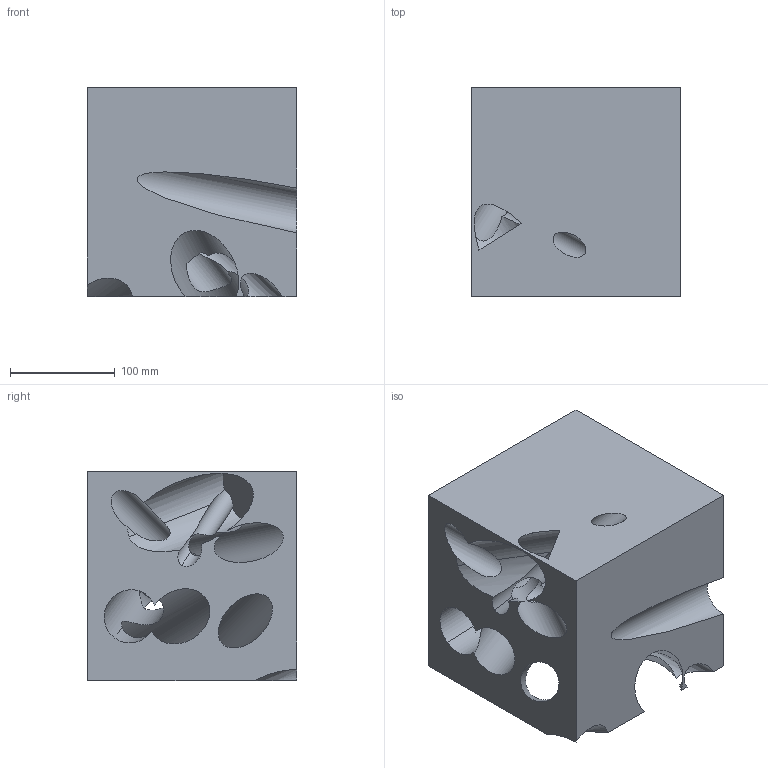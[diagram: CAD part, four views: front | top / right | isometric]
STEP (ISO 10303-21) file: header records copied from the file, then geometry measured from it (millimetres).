
FILE_DESCRIPTION(('Open CASCADE Model'),'2;1');
FILE_NAME('Open CASCADE Shape Model','2024-11-28T16:52:10',('Author'),( 'Open CASCADE'),'Open CASCADE STEP processor 7.8','Open CASCADE 7.8' ,'Unknown');
FILE_SCHEMA(('AUTOMOTIVE_DESIGN { 1 0 10303 214 1 1 1 1 }'));
Length unit declared in the file: millimetre
Products named in the file (1): random_shape_1732812729 1
Bounding box: 200 x 200 x 200 mm (x, y, z)
Volume: 6312803.4 mm3; surface area: 328494 mm2
Topology: 1 solids, 1 shells, 34 faces, 125 edges, 84 vertices
Faces by surface type: cylinder 23, plane 11
Full cylindrical faces by diameter (mm): 20.055 x1, 28.76 x2, 36.311 x1, 39.065 x1, 48.691 x1, 49.244 x1, 49.766 x1
Entity records: 14533 total; most frequent: CARTESIAN_POINT 12260, DIRECTION 352, ORIENTED_EDGE 250, PCURVE 250, DEFINITIONAL_REPRESENTATION 250, B_SPLINE_CURVE_WITH_KNOTS 150, EDGE_CURVE 125, SURFACE_CURVE 115
